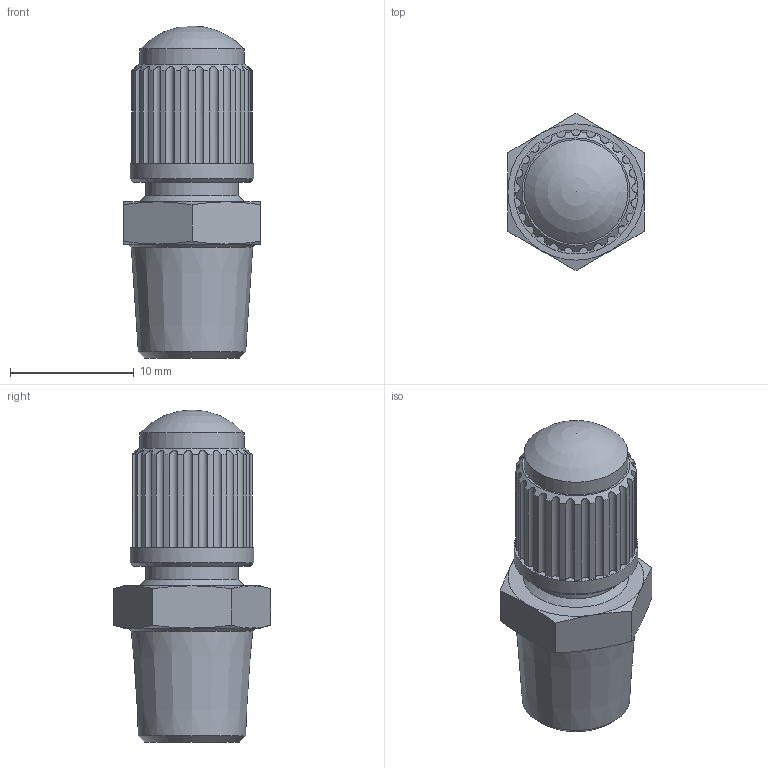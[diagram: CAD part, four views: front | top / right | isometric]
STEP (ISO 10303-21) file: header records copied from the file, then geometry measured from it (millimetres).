
FILE_DESCRIPTION(('FreeCAD Model'),'2;1');
FILE_NAME('Open CASCADE Shape Model','2023-04-04T14:19:58',(''),(''), 'Open CASCADE STEP processor 7.6','FreeCAD','Unknown');
FILE_SCHEMA(('AUTOMOTIVE_DESIGN { 1 0 10303 214 1 1 1 1 }'));
Length unit declared in the file: millimetre
Products named in the file (5): Unnamed; Body; Body001; Body002; Cut
Assembly tree (4 placements, depth 2):
  Unnamed
    Body
    Body001
    Body002
    Cut
Bounding box: 11 x 12.7 x 26.8 mm (x, y, z)
Volume: 1401.3 mm3; surface area: 2281.4 mm2
Topology: 4 solids, 4 shells, 126 faces, 358 edges, 244 vertices
Faces by surface type: cylinder 66, cone 29, plane 26, torus 3, revolution 1, sphere 1
Full cylindrical faces by diameter (mm): 1.1 x3, 1.2 x1, 2.7 x1, 3.4 x1, 3.5 x1, 4 x1, 4.3 x1, 5.5 x3, 7.5 x1, 7.6 x1, 8.4 x1, 10 x1
Entity records: 11479 total; most frequent: CARTESIAN_POINT 4995, DIRECTION 1026, ORIENTED_EDGE 714, PCURVE 714, DEFINITIONAL_REPRESENTATION 714, B_SPLINE_CURVE_WITH_KNOTS 509, AXIS2_PLACEMENT_3D 361, EDGE_CURVE 357
